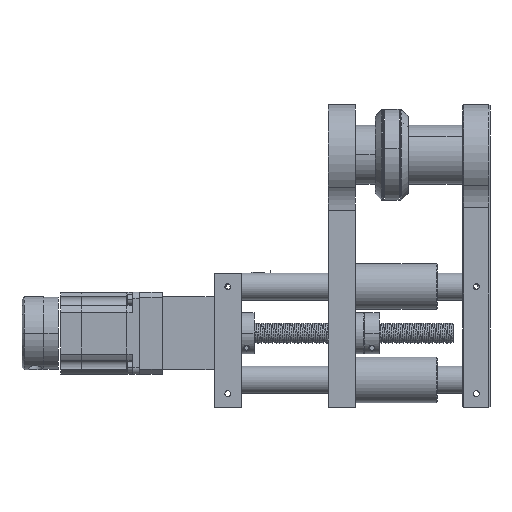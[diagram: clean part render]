
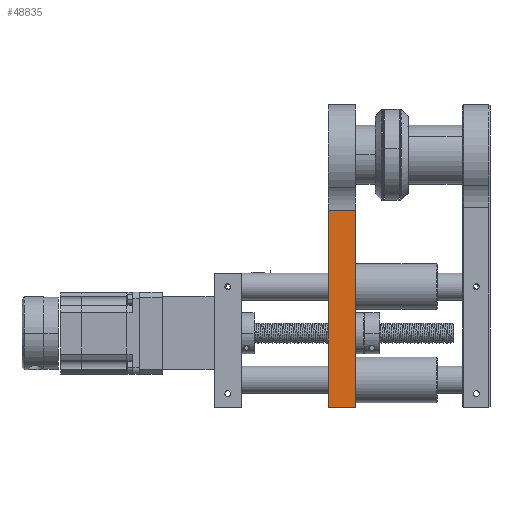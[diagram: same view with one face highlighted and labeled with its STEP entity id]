
A CAD part, left-side view. The second image highlights one B-rep face of the part: STEP entity #48835.
In plain terms, the highlighted planar face has unit normal (-1, 0, 0).
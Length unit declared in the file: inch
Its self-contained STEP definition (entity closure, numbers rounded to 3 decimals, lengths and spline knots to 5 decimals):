
#1542 = VECTOR ( 'NONE', #14725, 39.37008 ) ;
#1543 = LINE ( 'NONE', #14724, #1542 ) ;
#1551 = LINE ( 'NONE', #14758, #1558 ) ;
#1555 = VECTOR ( 'NONE', #14747, 39.37008 ) ;
#1556 = LINE ( 'NONE', #14746, #1555 ) ;
#1558 = VECTOR ( 'NONE', #14759, 39.37008 ) ;
#1564 = LINE ( 'NONE', #14789, #1569 ) ;
#1569 = VECTOR ( 'NONE', #14790, 39.37008 ) ;
#13863 = FACE_OUTER_BOUND ( 'NONE', #39734, .T. ) ;
#14724 = CARTESIAN_POINT ( 'NONE',  ( -0.815, 3.698, -6.94 ) ) ;
#14725 = DIRECTION ( 'NONE',  ( 0., 1., 0. ) ) ;
#14746 = CARTESIAN_POINT ( 'NONE',  ( -0.815, 4.448, -1.5318 ) ) ;
#14747 = DIRECTION ( 'NONE',  ( 0., 1., 0. ) ) ;
#14758 = CARTESIAN_POINT ( 'NONE',  ( -0.815, 4.448, -1.10743 ) ) ;
#14759 = DIRECTION ( 'NONE',  ( 0., 0., 1. ) ) ;
#14789 = CARTESIAN_POINT ( 'NONE',  ( -0.815, 3.698, -1.10743 ) ) ;
#14790 = DIRECTION ( 'NONE',  ( 0., 0., 1. ) ) ;
#15586 = CARTESIAN_POINT ( 'NONE',  ( -0.815, 3.698, -6.94 ) ) ;
#15587 = CARTESIAN_POINT ( 'NONE',  ( -0.815, 4.448, -6.94 ) ) ;
#15600 = CARTESIAN_POINT ( 'NONE',  ( -0.815, 4.448, -1.5318 ) ) ;
#15601 = CARTESIAN_POINT ( 'NONE',  ( -0.815, 3.698, -1.5318 ) ) ;
#24805 = AXIS2_PLACEMENT_3D ( 'NONE', #28416, #28427, #28428 ) ;
#28416 = CARTESIAN_POINT ( 'NONE',  ( -0.815, 3.698, -1.10743 ) ) ;
#28417 = PLANE ( 'NONE',  #24805 ) ;
#28427 = DIRECTION ( 'NONE',  ( -1., 0., 0. ) ) ;
#28428 = DIRECTION ( 'NONE',  ( 0., 0., 1. ) ) ;
#38558 = EDGE_CURVE ( 'NONE', #43687, #43688, #1543, .T. ) ;
#38567 = EDGE_CURVE ( 'NONE', #43702, #43701, #1556, .T. ) ;
#38571 = EDGE_CURVE ( 'NONE', #43688, #43701, #1551, .T. ) ;
#38582 = EDGE_CURVE ( 'NONE', #43687, #43702, #1564, .T. ) ;
#39734 = EDGE_LOOP ( 'NONE', ( #51588, #51586, #51587, #51590 ) ) ;
#43687 = VERTEX_POINT ( 'NONE', #15586 ) ;
#43688 = VERTEX_POINT ( 'NONE', #15587 ) ;
#43701 = VERTEX_POINT ( 'NONE', #15600 ) ;
#43702 = VERTEX_POINT ( 'NONE', #15601 ) ;
#48835 = ADVANCED_FACE ( 'NONE', ( #13863 ), #28417, .T. ) ;
#51586 = ORIENTED_EDGE ( 'NONE', *, *, #38567, .T. ) ;
#51587 = ORIENTED_EDGE ( 'NONE', *, *, #38571, .F. ) ;
#51588 = ORIENTED_EDGE ( 'NONE', *, *, #38582, .T. ) ;
#51590 = ORIENTED_EDGE ( 'NONE', *, *, #38558, .F. ) ;
